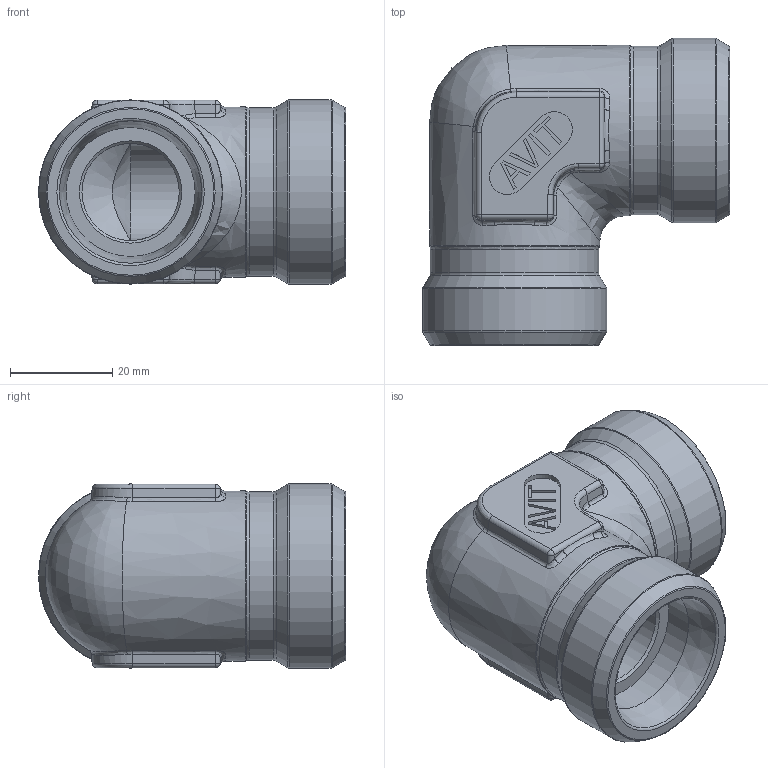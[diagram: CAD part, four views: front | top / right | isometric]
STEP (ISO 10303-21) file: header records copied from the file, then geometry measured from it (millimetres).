
FILE_DESCRIPTION(/* description */ (''),/* implementation_level */ '2;1');
FILE_NAME(/* name */ 'X-WV25.stp',/* time_stamp */ '2025-01-16T13:19:17+01:00',/* author */ (''),/* organization */ (''),/* preprocessor_version */ 'ST-DEVELOPER v16',/* originating_system */ 'SIEMENS PLM Software NX 10.0',/* authorisation */ '');
FILE_SCHEMA (('AP203_CONFIGURATION_CONTROLLED_3D_DESIGN_OF_MECHANICAL_PARTS_AND_ASSEMBLIES_MIM_LF { 1 0 10303 403 2 1 2}'));
Length unit declared in the file: millimetre
Products named in the file (1): nwer41844EE666a0
Bounding box: 60 x 60 x 36 mm (x, y, z)
Volume: 47828.9 mm3; surface area: 15609 mm2
Topology: 1 solids, 1 shells, 174 faces, 408 edges, 236 vertices
Faces by surface type: plane 56, bspline 50, cylinder 34, torus 12, cone 10, sphere 8, extrusion 4
Full cylindrical faces by diameter (mm): 19 x2, 25.22 x2, 32.9 x2, 36 x2
Entity records: 6064 total; most frequent: CARTESIAN_POINT 2692, ORIENTED_EDGE 712, DIRECTION 570, EDGE_CURVE 356, AXIS2_PLACEMENT_3D 238, VERTEX_POINT 224, EDGE_LOOP 216, ADVANCED_FACE 174
